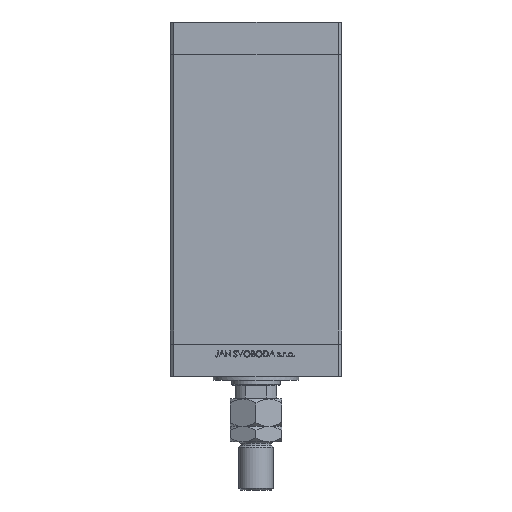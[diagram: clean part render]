
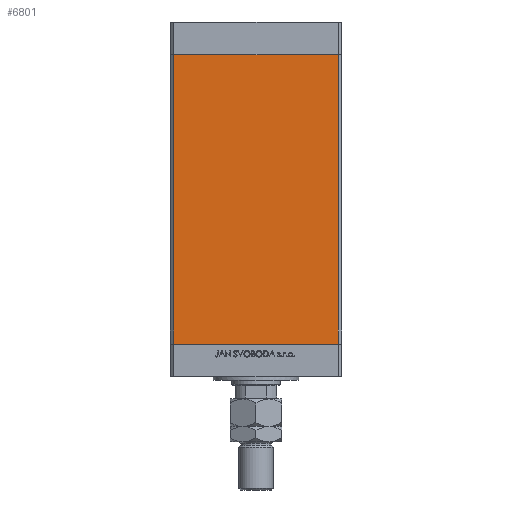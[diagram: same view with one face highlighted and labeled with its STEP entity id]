
A CAD part, front view. The second image highlights one B-rep face of the part: STEP entity #6801.
In plain terms, the highlighted planar face has unit normal (0, -1, 0).
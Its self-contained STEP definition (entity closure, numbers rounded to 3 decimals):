
#529 = DIRECTION ( 'NONE',  ( 0., 0., -1. ) ) ;
#2316 = VERTEX_POINT ( 'NONE', #23486 ) ;
#3650 = CARTESIAN_POINT ( 'NONE',  ( 48., -43.5, 168.5 ) ) ;
#5937 = VECTOR ( 'NONE', #37376, 1000. ) ;
#6801 = ADVANCED_FACE ( 'NONE', ( #41312 ), #50525, .F. ) ;
#7800 = CARTESIAN_POINT ( 'NONE',  ( -48., -43.5, 168.5 ) ) ;
#8422 = VERTEX_POINT ( 'NONE', #33880 ) ;
#11172 = VECTOR ( 'NONE', #31427, 1000. ) ;
#12581 = CARTESIAN_POINT ( 'NONE',  ( 48., -43.5, 0. ) ) ;
#17658 = EDGE_CURVE ( 'NONE', #35842, #23782, #31347, .T. ) ;
#21240 = EDGE_LOOP ( 'NONE', ( #45134, #36177, #46824, #46630 ) ) ;
#22065 = AXIS2_PLACEMENT_3D ( 'NONE', #35112, #30535, #31018 ) ;
#23486 = CARTESIAN_POINT ( 'NONE',  ( -48., -43.5, 168.5 ) ) ;
#23782 = VERTEX_POINT ( 'NONE', #12581 ) ;
#24847 = CARTESIAN_POINT ( 'NONE',  ( -48., -43.5, 168.5 ) ) ;
#27083 = LINE ( 'NONE', #7800, #11172 ) ;
#30535 = DIRECTION ( 'NONE',  ( 0., 1., 0. ) ) ;
#30543 = VECTOR ( 'NONE', #529, 1000. ) ;
#30609 = LINE ( 'NONE', #46265, #45427 ) ;
#31018 = DIRECTION ( 'NONE',  ( 0., 0., 1. ) ) ;
#31347 = LINE ( 'NONE', #35192, #30543 ) ;
#31427 = DIRECTION ( 'NONE',  ( 1., 0., 0. ) ) ;
#33880 = CARTESIAN_POINT ( 'NONE',  ( -48., -43.5, 0. ) ) ;
#35112 = CARTESIAN_POINT ( 'NONE',  ( -48., -43.5, 168.5 ) ) ;
#35192 = CARTESIAN_POINT ( 'NONE',  ( 48., -43.5, 168.5 ) ) ;
#35842 = VERTEX_POINT ( 'NONE', #3650 ) ;
#36177 = ORIENTED_EDGE ( 'NONE', *, *, #17658, .F. ) ;
#37376 = DIRECTION ( 'NONE',  ( 0., 0., -1. ) ) ;
#41245 = LINE ( 'NONE', #24847, #5937 ) ;
#41312 = FACE_OUTER_BOUND ( 'NONE', #21240, .T. ) ;
#42403 = DIRECTION ( 'NONE',  ( 1., 0., 0. ) ) ;
#44222 = EDGE_CURVE ( 'NONE', #8422, #23782, #30609, .T. ) ;
#45134 = ORIENTED_EDGE ( 'NONE', *, *, #44222, .T. ) ;
#45427 = VECTOR ( 'NONE', #42403, 1000. ) ;
#45814 = EDGE_CURVE ( 'NONE', #2316, #35842, #27083, .T. ) ;
#46265 = CARTESIAN_POINT ( 'NONE',  ( -48., -43.5, 0. ) ) ;
#46630 = ORIENTED_EDGE ( 'NONE', *, *, #50470, .T. ) ;
#46824 = ORIENTED_EDGE ( 'NONE', *, *, #45814, .F. ) ;
#50470 = EDGE_CURVE ( 'NONE', #2316, #8422, #41245, .T. ) ;
#50525 = PLANE ( 'NONE',  #22065 ) ;
